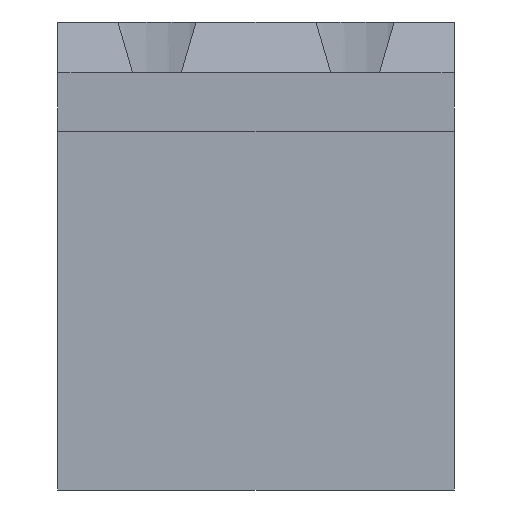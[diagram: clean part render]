
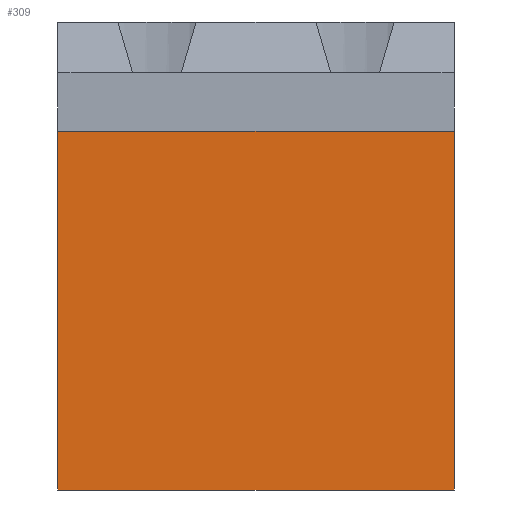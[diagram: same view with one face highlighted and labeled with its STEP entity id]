
A CAD part, front view. The second image highlights one B-rep face of the part: STEP entity #309.
In plain terms, the highlighted planar face has unit normal (0, -1, 0).
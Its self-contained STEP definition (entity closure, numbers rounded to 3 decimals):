
#309 = ADVANCED_FACE( '', ( #619 ), #620, .T. );
#619 = FACE_OUTER_BOUND( '', #935, .T. );
#620 = PLANE( '', #936 );
#935 = EDGE_LOOP( '', ( #1668, #1669, #1670, #1671 ) );
#936 = AXIS2_PLACEMENT_3D( '', #1672, #1673, #1674 );
#1668 = ORIENTED_EDGE( '', *, *, #2259, .F. );
#1669 = ORIENTED_EDGE( '', *, *, #2254, .F. );
#1670 = ORIENTED_EDGE( '', *, *, #2260, .F. );
#1671 = ORIENTED_EDGE( '', *, *, #2261, .T. );
#1672 = CARTESIAN_POINT( '', ( 6.08, -4.05, -6. ) );
#1673 = DIRECTION( '', ( 0., -1., 0. ) );
#1674 = DIRECTION( '', ( 0., 0., -1. ) );
#2254 = EDGE_CURVE( '', #2784, #2782, #2786, .T. );
#2259 = EDGE_CURVE( '', #2782, #2791, #2792, .T. );
#2260 = EDGE_CURVE( '', #2793, #2784, #2794, .T. );
#2261 = EDGE_CURVE( '', #2793, #2791, #2795, .T. );
#2782 = VERTEX_POINT( '', #3540 );
#2784 = VERTEX_POINT( '', #3543 );
#2786 = LINE( '', #3546, #3547 );
#2791 = VERTEX_POINT( '', #3554 );
#2792 = LINE( '', #3555, #3556 );
#2793 = VERTEX_POINT( '', #3557 );
#2794 = LINE( '', #3558, #3559 );
#2795 = LINE( '', #3560, #3561 );
#3540 = CARTESIAN_POINT( '', ( -5.08, -4.05, -6. ) );
#3543 = CARTESIAN_POINT( '', ( 5.08, -4.05, -6. ) );
#3546 = CARTESIAN_POINT( '', ( 6.08, -4.05, -6. ) );
#3547 = VECTOR( '', #3899, 1000. );
#3554 = CARTESIAN_POINT( '', ( -5.08, -4.05, 3.2 ) );
#3555 = CARTESIAN_POINT( '', ( -5.08, -4.05, -6. ) );
#3556 = VECTOR( '', #3902, 1000. );
#3557 = CARTESIAN_POINT( '', ( 5.08, -4.05, 3.2 ) );
#3558 = CARTESIAN_POINT( '', ( 5.08, -4.05, -6. ) );
#3559 = VECTOR( '', #3903, 1000. );
#3560 = CARTESIAN_POINT( '', ( 6.08, -4.05, 3.2 ) );
#3561 = VECTOR( '', #3904, 1000. );
#3899 = DIRECTION( '', ( -1., 0., 0. ) );
#3902 = DIRECTION( '', ( 0., 0., 1. ) );
#3903 = DIRECTION( '', ( 0., 0., -1. ) );
#3904 = DIRECTION( '', ( -1., 0., 0. ) );
